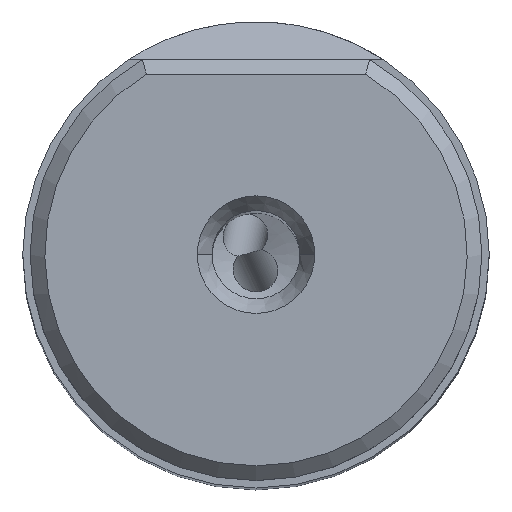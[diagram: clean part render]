
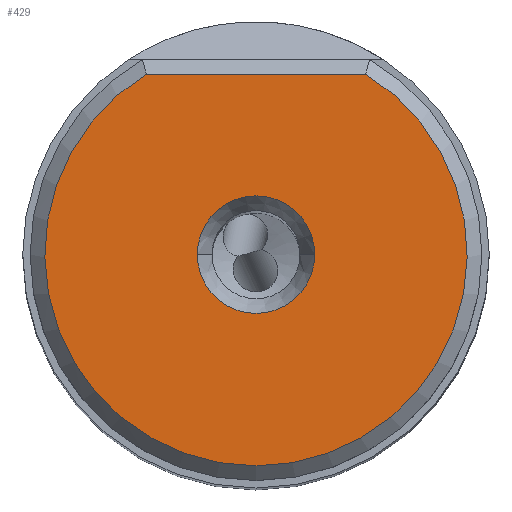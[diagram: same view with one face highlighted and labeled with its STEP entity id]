
A CAD part, top view. The second image highlights one B-rep face of the part: STEP entity #429.
In plain terms, the highlighted planar face has unit normal (0, 0, 1).
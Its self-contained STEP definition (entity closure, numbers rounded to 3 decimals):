
#129=PLANE('',#4080);
#429=ADVANCED_FACE('',(#660,#661),#129,.T.);
#660=FACE_BOUND('',#736,.T.);
#661=FACE_BOUND('',#737,.T.);
#736=EDGE_LOOP('',(#1861,#1862,#1863));
#737=EDGE_LOOP('',(#1864,#1865));
#934=CIRCLE('',#4075,4.);
#935=CIRCLE('',#4077,14.375);
#936=CIRCLE('',#4078,14.375);
#937=CIRCLE('',#4079,4.);
#1126=LINE('',#7594,#1323);
#1323=VECTOR('',#4700,1.);
#1861=ORIENTED_EDGE('',*,*,#3255,.F.);
#1862=ORIENTED_EDGE('',*,*,#3256,.F.);
#1863=ORIENTED_EDGE('',*,*,#3257,.T.);
#1864=ORIENTED_EDGE('',*,*,#3258,.F.);
#1865=ORIENTED_EDGE('',*,*,#3254,.F.);
#2805=VERTEX_POINT('',#7584);
#2806=VERTEX_POINT('',#7586);
#2807=VERTEX_POINT('',#7590);
#2808=VERTEX_POINT('',#7591);
#2809=VERTEX_POINT('',#7593);
#3254=EDGE_CURVE('',#2806,#2805,#934,.T.);
#3255=EDGE_CURVE('',#2807,#2808,#935,.T.);
#3256=EDGE_CURVE('',#2809,#2807,#936,.T.);
#3257=EDGE_CURVE('',#2809,#2808,#1126,.T.);
#3258=EDGE_CURVE('',#2805,#2806,#937,.T.);
#4075=AXIS2_PLACEMENT_3D('',#7587,#4692,#4693);
#4077=AXIS2_PLACEMENT_3D('',#7589,#4696,#4697);
#4078=AXIS2_PLACEMENT_3D('',#7592,#4698,#4699);
#4079=AXIS2_PLACEMENT_3D('',#7595,#4701,#4702);
#4080=AXIS2_PLACEMENT_3D('',#7596,#4703,#4704);
#4692=DIRECTION('',(0.,0.,1.));
#4693=DIRECTION('',(-1.,0.,0.));
#4696=DIRECTION('',(0.,0.,-1.));
#4697=DIRECTION('',(0.,-1.,0.));
#4698=DIRECTION('',(0.,0.,-1.));
#4699=DIRECTION('',(0.519,0.855,0.));
#4700=DIRECTION('',(-1.,0.,0.));
#4701=DIRECTION('',(0.,0.,1.));
#4702=DIRECTION('',(1.,0.,0.));
#4703=DIRECTION('',(0.,0.,1.));
#4704=DIRECTION('',(1.,0.,0.));
#7584=CARTESIAN_POINT('',(4.,0.,0.));
#7586=CARTESIAN_POINT('',(-4.,0.,0.));
#7587=CARTESIAN_POINT('',(0.,0.,0.));
#7589=CARTESIAN_POINT('',(0.,0.,0.));
#7590=CARTESIAN_POINT('',(0.,-14.375,0.));
#7591=CARTESIAN_POINT('',(-7.465,12.285,0.));
#7592=CARTESIAN_POINT('',(0.,0.,0.));
#7593=CARTESIAN_POINT('',(7.465,12.285,0.));
#7594=CARTESIAN_POINT('',(7.465,12.285,0.));
#7595=CARTESIAN_POINT('',(0.,0.,0.));
#7596=CARTESIAN_POINT('',(0.,-1.045,0.));
